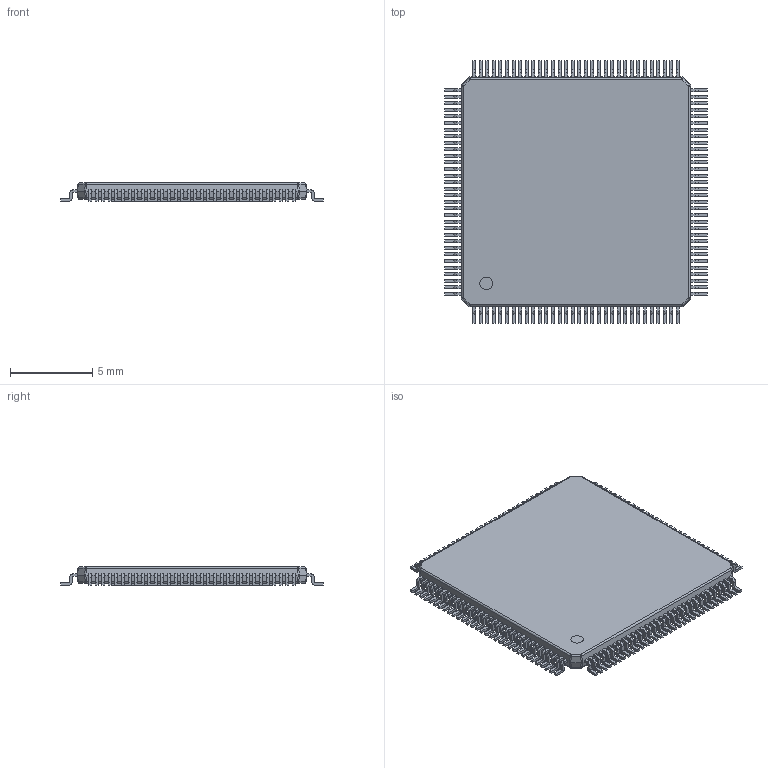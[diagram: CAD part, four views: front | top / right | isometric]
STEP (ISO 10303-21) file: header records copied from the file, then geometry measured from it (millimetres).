
FILE_DESCRIPTION (( 'STEP AP214' ), '1' );
FILE_NAME ('HTQFP-128_L14.0-W14.0-P0.40-LS16.0-BL-EP9.7.STEP', '2022-04-21T13:34:48', ( '' ), ( '' ), 'SwSTEP 2.0', 'SolidWorks 2020', '' );
FILE_SCHEMA (( 'AUTOMOTIVE_DESIGN' ));
Length unit declared in the file: millimetre
Products named in the file (1): HTQFP-128_L14.0-W14.0-P0.40-LS16.0-BL-EP9.7
Bounding box: 16 x 16 x 1.1 mm (x, y, z)
Volume: 207.7 mm3; surface area: 559.5 mm2
Topology: 1 solids, 1 shells, 1797 faces, 5294 edges, 3508 vertices
Faces by surface type: plane 1221, cylinder 546, sphere 16, bspline 14
Entity records: 80053 total; most frequent: CARTESIAN_POINT 11422, ORIENTED_EDGE 10588, DIRECTION 9902, EDGE_CURVE 5294, VECTOR 4182, LINE 4182, VERTEX_POINT 3508, AXIS2_PLACEMENT_3D 2860
